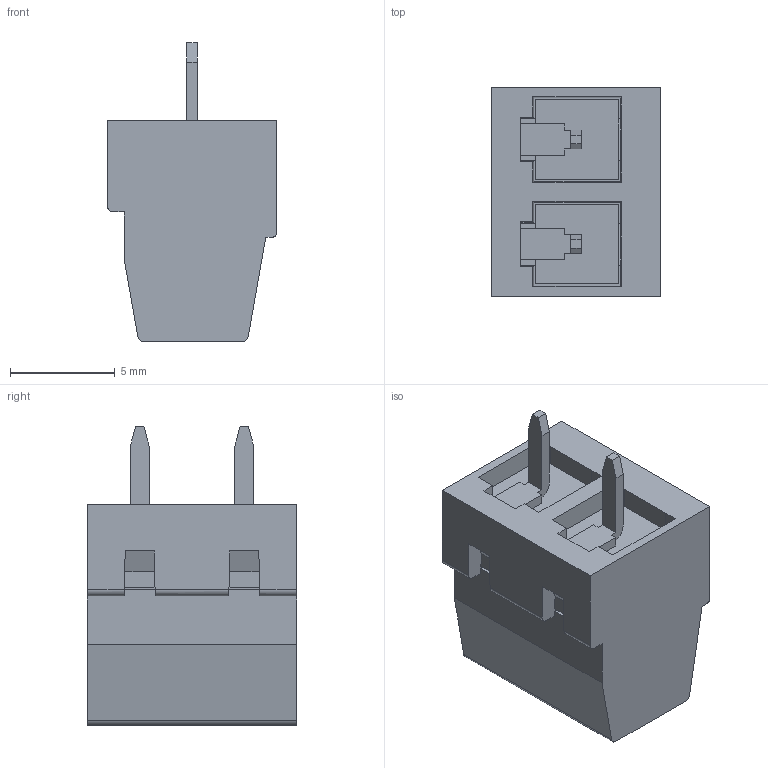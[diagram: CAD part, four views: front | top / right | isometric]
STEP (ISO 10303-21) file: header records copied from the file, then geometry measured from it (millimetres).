
FILE_DESCRIPTION( ( 'STEP AP214' ), '1' );
FILE_NAME( ' ', ' ', ( ' ' ), ( ' ' ), 'PSStep 13.0', 'VISI 18.0', ' ' );
FILE_SCHEMA( ( 'AUTOMOTIVE_DESIGN { 1 0 10303 214 1 1 1 1 }' ) );
Length unit declared in the file: millimetre
Products named in the file (1): 1
Bounding box: 8.1 x 10 x 14.29 mm (x, y, z)
Volume: 532.4 mm3; surface area: 1275.4 mm2
Topology: 1 solids, 1 shells, 191 faces, 549 edges, 360 vertices
Faces by surface type: plane 165, cylinder 22, cone 4
Full cylindrical faces by diameter (mm): 2.6 x2, 2.927 x2, 3 x2, 3.7 x2, 3.87 x2
Entity records: 7631 total; most frequent: CARTESIAN_POINT 1103, ORIENTED_EDGE 1062, DIRECTION 957, EDGE_CURVE 531, LINE 481, VECTOR 481, VERTEX_POINT 356, AXIS2_PLACEMENT_3D 238
